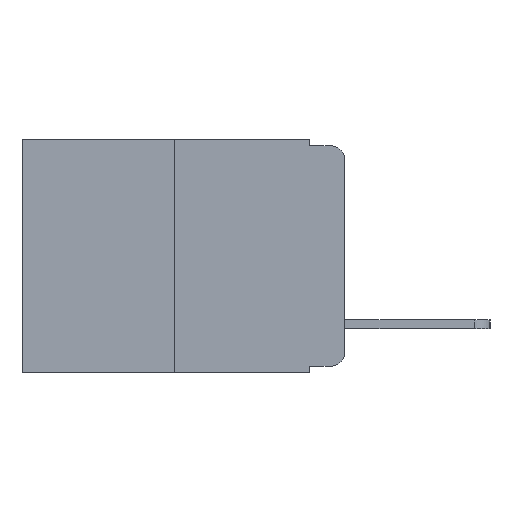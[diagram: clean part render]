
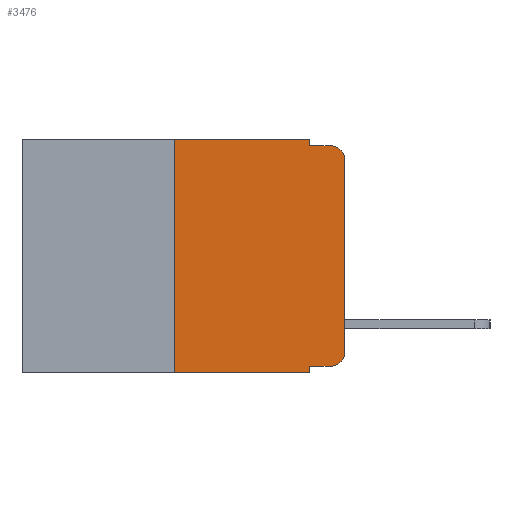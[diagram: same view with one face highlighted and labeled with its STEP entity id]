
A CAD part, left-side view. The second image highlights one B-rep face of the part: STEP entity #3476.
In plain terms, the highlighted planar face has unit normal (-1, 0, 0).
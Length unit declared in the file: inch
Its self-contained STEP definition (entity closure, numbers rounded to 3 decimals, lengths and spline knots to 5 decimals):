
#184 = VERTEX_POINT ( 'NONE', #3382 ) ;
#205 = VERTEX_POINT ( 'NONE', #2285 ) ;
#257 = EDGE_CURVE ( 'NONE', #10584, #205, #10554, .T. ) ;
#310 = CARTESIAN_POINT ( 'NONE',  ( 0., 0.473, -0.343 ) ) ;
#503 = ORIENTED_EDGE ( 'NONE', *, *, #11047, .T. ) ;
#538 = CARTESIAN_POINT ( 'NONE',  ( 0., 0.051, -0.01 ) ) ;
#909 = VECTOR ( 'NONE', #7861, 39.37008 ) ;
#939 = CARTESIAN_POINT ( 'NONE',  ( 0., 0.02, -0.03 ) ) ;
#1435 = DIRECTION ( 'NONE',  ( 0., -1., 0. ) ) ;
#1544 = ORIENTED_EDGE ( 'NONE', *, *, #11482, .T. ) ;
#1574 = LINE ( 'NONE', #3597, #9133 ) ;
#1703 = LINE ( 'NONE', #310, #6778 ) ;
#1775 = AXIS2_PLACEMENT_3D ( 'NONE', #9381, #3669, #10286 ) ;
#1881 = CARTESIAN_POINT ( 'NONE',  ( 0., 0., 0. ) ) ;
#2009 = DIRECTION ( 'NONE',  ( 0., 0., -1. ) ) ;
#2222 = CARTESIAN_POINT ( 'NONE',  ( 0., 0., -0.313 ) ) ;
#2285 = CARTESIAN_POINT ( 'NONE',  ( 0., 0.051, 0. ) ) ;
#2297 = LINE ( 'NONE', #10263, #7922 ) ;
#2505 = VERTEX_POINT ( 'NONE', #538 ) ;
#2820 = VERTEX_POINT ( 'NONE', #11114 ) ;
#3382 = CARTESIAN_POINT ( 'NONE',  ( 0., 0., -0.03 ) ) ;
#3476 = ADVANCED_FACE ( 'NONE', ( #3911 ), #6448, .F. ) ;
#3597 = CARTESIAN_POINT ( 'NONE',  ( 0., 0.051, -0.01 ) ) ;
#3642 = EDGE_CURVE ( 'NONE', #205, #2505, #4687, .T. ) ;
#3669 = DIRECTION ( 'NONE',  ( -1., 0., 0. ) ) ;
#3679 = EDGE_CURVE ( 'NONE', #5094, #184, #6353, .T. ) ;
#3730 = EDGE_CURVE ( 'NONE', #184, #10431, #4067, .T. ) ;
#3911 = FACE_OUTER_BOUND ( 'NONE', #4354, .T. ) ;
#4016 = EDGE_CURVE ( 'NONE', #2505, #10431, #1574, .T. ) ;
#4067 = CIRCLE ( 'NONE', #11778, 0.02 ) ;
#4194 = ORIENTED_EDGE ( 'NONE', *, *, #257, .F. ) ;
#4354 = EDGE_LOOP ( 'NONE', ( #11417, #9363, #7543, #12497, #4194, #6779, #5096, #10624, #503, #1544 ) ) ;
#4558 = CARTESIAN_POINT ( 'NONE',  ( 0., 0.473, 0. ) ) ;
#4687 = LINE ( 'NONE', #5854, #11462 ) ;
#5094 = VERTEX_POINT ( 'NONE', #2222 ) ;
#5096 = ORIENTED_EDGE ( 'NONE', *, *, #5328, .T. ) ;
#5154 = DIRECTION ( 'NONE',  ( 0., 0., -1. ) ) ;
#5328 = EDGE_CURVE ( 'NONE', #10434, #11775, #1703, .T. ) ;
#5508 = DIRECTION ( 'NONE',  ( 0., 0., -1. ) ) ;
#5854 = CARTESIAN_POINT ( 'NONE',  ( 0., 0.051, 0. ) ) ;
#6353 = LINE ( 'NONE', #1881, #909 ) ;
#6448 = PLANE ( 'NONE',  #8248 ) ;
#6601 = DIRECTION ( 'NONE',  ( 0., -1., 0. ) ) ;
#6685 = CARTESIAN_POINT ( 'NONE',  ( 0., 0.051, -0.333 ) ) ;
#6778 = VECTOR ( 'NONE', #1435, 39.37008 ) ;
#6779 = ORIENTED_EDGE ( 'NONE', *, *, #8896, .F. ) ;
#7110 = CARTESIAN_POINT ( 'NONE',  ( 0., 0.051, 0. ) ) ;
#7188 = EDGE_CURVE ( 'NONE', #8983, #11775, #9629, .T. ) ;
#7543 = ORIENTED_EDGE ( 'NONE', *, *, #4016, .F. ) ;
#7553 = DIRECTION ( 'NONE',  ( 0., 0., 1. ) ) ;
#7813 = CARTESIAN_POINT ( 'NONE',  ( 0., 0.02, -0.01 ) ) ;
#7861 = DIRECTION ( 'NONE',  ( 0., 0., 1. ) ) ;
#7922 = VECTOR ( 'NONE', #7553, 39.37008 ) ;
#8008 = DIRECTION ( 'NONE',  ( -1., 0., 0. ) ) ;
#8248 = AXIS2_PLACEMENT_3D ( 'NONE', #4558, #11025, #5508 ) ;
#8423 = VECTOR ( 'NONE', #12086, 39.37008 ) ;
#8708 = CARTESIAN_POINT ( 'NONE',  ( 0., 0.25, -0.343 ) ) ;
#8896 = EDGE_CURVE ( 'NONE', #10434, #10584, #2297, .T. ) ;
#8983 = VERTEX_POINT ( 'NONE', #6685 ) ;
#9133 = VECTOR ( 'NONE', #6601, 39.37008 ) ;
#9344 = VECTOR ( 'NONE', #5154, 39.37008 ) ;
#9363 = ORIENTED_EDGE ( 'NONE', *, *, #3730, .T. ) ;
#9381 = CARTESIAN_POINT ( 'NONE',  ( 0., 0.02, -0.313 ) ) ;
#9629 = LINE ( 'NONE', #7110, #9344 ) ;
#10263 = CARTESIAN_POINT ( 'NONE',  ( 0., 0.25, 0. ) ) ;
#10283 = VECTOR ( 'NONE', #12124, 39.37008 ) ;
#10286 = DIRECTION ( 'NONE',  ( 0., 0., -1. ) ) ;
#10407 = CARTESIAN_POINT ( 'NONE',  ( 0., 0.051, -0.333 ) ) ;
#10431 = VERTEX_POINT ( 'NONE', #7813 ) ;
#10434 = VERTEX_POINT ( 'NONE', #8708 ) ;
#10554 = LINE ( 'NONE', #11238, #10283 ) ;
#10584 = VERTEX_POINT ( 'NONE', #11543 ) ;
#10624 = ORIENTED_EDGE ( 'NONE', *, *, #7188, .F. ) ;
#10777 = LINE ( 'NONE', #10407, #8423 ) ;
#11025 = DIRECTION ( 'NONE',  ( 1., 0., 0. ) ) ;
#11031 = CIRCLE ( 'NONE', #1775, 0.02 ) ;
#11047 = EDGE_CURVE ( 'NONE', #8983, #2820, #10777, .T. ) ;
#11114 = CARTESIAN_POINT ( 'NONE',  ( 0., 0.02, -0.333 ) ) ;
#11238 = CARTESIAN_POINT ( 'NONE',  ( 0., 0.473, 0. ) ) ;
#11324 = DIRECTION ( 'NONE',  ( 0., 0., -1. ) ) ;
#11417 = ORIENTED_EDGE ( 'NONE', *, *, #3679, .T. ) ;
#11462 = VECTOR ( 'NONE', #11324, 39.37008 ) ;
#11482 = EDGE_CURVE ( 'NONE', #2820, #5094, #11031, .T. ) ;
#11543 = CARTESIAN_POINT ( 'NONE',  ( 0., 0.25, 0. ) ) ;
#11775 = VERTEX_POINT ( 'NONE', #12306 ) ;
#11778 = AXIS2_PLACEMENT_3D ( 'NONE', #939, #8008, #2009 ) ;
#12086 = DIRECTION ( 'NONE',  ( 0., -1., 0. ) ) ;
#12124 = DIRECTION ( 'NONE',  ( 0., -1., 0. ) ) ;
#12306 = CARTESIAN_POINT ( 'NONE',  ( 0., 0.051, -0.343 ) ) ;
#12497 = ORIENTED_EDGE ( 'NONE', *, *, #3642, .F. ) ;
